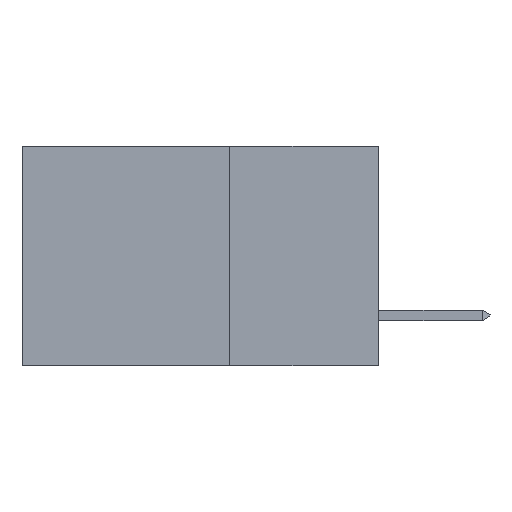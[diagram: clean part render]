
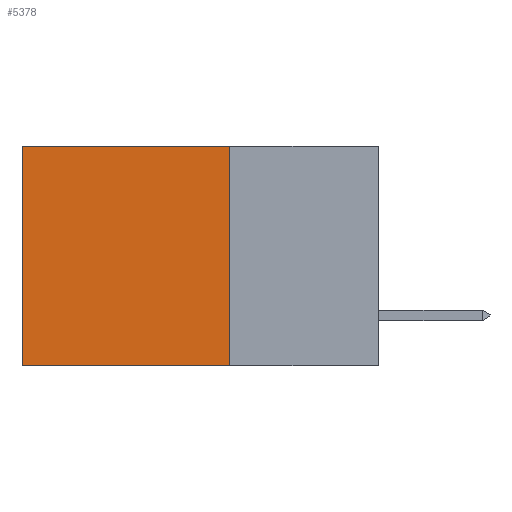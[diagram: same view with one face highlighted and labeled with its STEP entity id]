
A CAD part, left-side view. The second image highlights one B-rep face of the part: STEP entity #5378.
In plain terms, the highlighted planar face has unit normal (-1, 0, 0).
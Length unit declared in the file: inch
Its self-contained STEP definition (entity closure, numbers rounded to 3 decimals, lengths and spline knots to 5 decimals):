
#224 = EDGE_CURVE ( 'NONE', #4561, #5559, #11699, .T. ) ;
#808 = ORIENTED_EDGE ( 'NONE', *, *, #5436, .T. ) ;
#1296 = CARTESIAN_POINT ( 'NONE',  ( 0.2615, 0.25, 0. ) ) ;
#1372 = EDGE_CURVE ( 'NONE', #12441, #4561, #6783, .T. ) ;
#1465 = ORIENTED_EDGE ( 'NONE', *, *, #10467, .T. ) ;
#1775 = ORIENTED_EDGE ( 'NONE', *, *, #1372, .F. ) ;
#1879 = DIRECTION ( 'NONE',  ( 1., 0., 0. ) ) ;
#1948 = CARTESIAN_POINT ( 'NONE',  ( 0.2615, 0.6, -0.37 ) ) ;
#3235 = CARTESIAN_POINT ( 'NONE',  ( 0.2615, 0.25, -0.37 ) ) ;
#3363 = DIRECTION ( 'NONE',  ( 0., 1., 0. ) ) ;
#3376 = DIRECTION ( 'NONE',  ( 0., 1., 0. ) ) ;
#4022 = VECTOR ( 'NONE', #3363, 39.37008 ) ;
#4561 = VERTEX_POINT ( 'NONE', #3235 ) ;
#5029 = FACE_OUTER_BOUND ( 'NONE', #13560, .T. ) ;
#5378 = ADVANCED_FACE ( 'NONE', ( #5029 ), #11446, .F. ) ;
#5436 = EDGE_CURVE ( 'NONE', #12441, #13122, #6838, .T. ) ;
#5559 = VERTEX_POINT ( 'NONE', #1948 ) ;
#6199 = CARTESIAN_POINT ( 'NONE',  ( 0.2615, 0.25, -0.37 ) ) ;
#6566 = CARTESIAN_POINT ( 'NONE',  ( 0.2615, 0.25, -0.37 ) ) ;
#6783 = LINE ( 'NONE', #10231, #9299 ) ;
#6838 = LINE ( 'NONE', #1296, #4022 ) ;
#6862 = DIRECTION ( 'NONE',  ( 0., 0., -1. ) ) ;
#7179 = DIRECTION ( 'NONE',  ( 0., 0., -1. ) ) ;
#8507 = VECTOR ( 'NONE', #3376, 39.37008 ) ;
#9299 = VECTOR ( 'NONE', #6862, 39.37008 ) ;
#10231 = CARTESIAN_POINT ( 'NONE',  ( 0.2615, 0.25, -0.37 ) ) ;
#10467 = EDGE_CURVE ( 'NONE', #13122, #5559, #13618, .T. ) ;
#10598 = VECTOR ( 'NONE', #10877, 39.37008 ) ;
#10677 = AXIS2_PLACEMENT_3D ( 'NONE', #6199, #1879, #7179 ) ;
#10877 = DIRECTION ( 'NONE',  ( 0., 0., -1. ) ) ;
#11013 = CARTESIAN_POINT ( 'NONE',  ( 0.2615, 0.25, 0. ) ) ;
#11072 = CARTESIAN_POINT ( 'NONE',  ( 0.2615, 0.6, -0.37 ) ) ;
#11446 = PLANE ( 'NONE',  #10677 ) ;
#11459 = CARTESIAN_POINT ( 'NONE',  ( 0.2615, 0.6, 0. ) ) ;
#11699 = LINE ( 'NONE', #6566, #8507 ) ;
#12441 = VERTEX_POINT ( 'NONE', #11013 ) ;
#13122 = VERTEX_POINT ( 'NONE', #11459 ) ;
#13560 = EDGE_LOOP ( 'NONE', ( #1465, #13764, #1775, #808 ) ) ;
#13618 = LINE ( 'NONE', #11072, #10598 ) ;
#13764 = ORIENTED_EDGE ( 'NONE', *, *, #224, .F. ) ;
